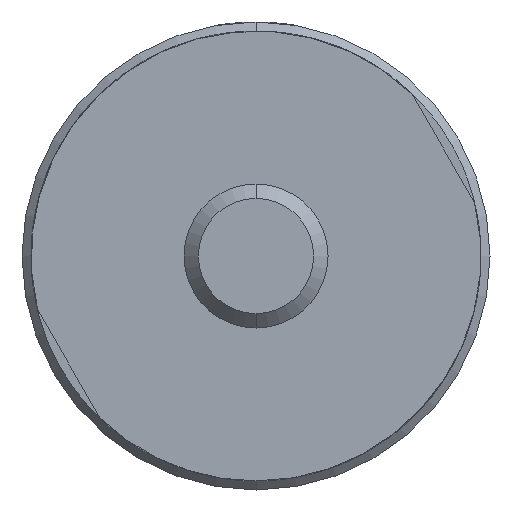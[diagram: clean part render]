
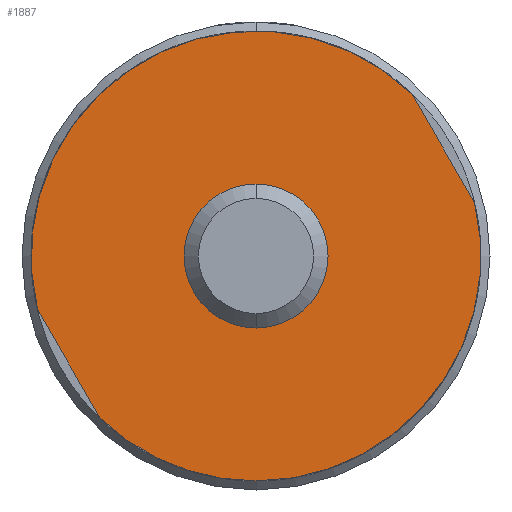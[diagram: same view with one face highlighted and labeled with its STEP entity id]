
A CAD part, front view. The second image highlights one B-rep face of the part: STEP entity #1887.
In plain terms, the highlighted planar face has unit normal (0, -1, 0).
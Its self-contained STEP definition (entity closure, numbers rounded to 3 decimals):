
#131 = CARTESIAN_POINT ( 'NONE',  ( 0., -61.5, 0. ) ) ;
#140 = CIRCLE ( 'NONE', #867, 4. ) ;
#184 = CARTESIAN_POINT ( 'NONE',  ( 0., -61.5, 0. ) ) ;
#216 = DIRECTION ( 'NONE',  ( 0., 0., -1. ) ) ;
#220 = DIRECTION ( 'NONE',  ( 0., -1., 0. ) ) ;
#350 = VERTEX_POINT ( 'NONE', #3944 ) ;
#543 = PLANE ( 'NONE',  #2418 ) ;
#562 = EDGE_CURVE ( 'Defeature ausgef�hrt2_0+Defeature ausgef�hrt2_23+Defeature ausgef�hrt2_23+Defeature ausgef�hrt2_23', #1127, #4371, #140, .T. ) ;
#637 = EDGE_CURVE ( 'Defeature ausgef�hrt2_39+Defeature ausgef�hrt2_23+Defeature ausgef�hrt2_2+Defeature ausgef�hrt2_22', #3746, #882, #2992, .T. ) ;
#650 = EDGE_CURVE ( 'Defeature ausgef�hrt2_0+Defeature ausgef�hrt2_23+Defeature ausgef�hrt2_23+Defeature ausgef�hrt2_23', #4371, #1127, #4358, .T. ) ;
#738 = EDGE_LOOP ( 'NONE', ( #3442, #1428, #2374, #2235, #1599 ) ) ;
#799 = DIRECTION ( 'NONE',  ( 0., 0., -1. ) ) ;
#822 = EDGE_CURVE ( 'Defeature ausgef�hrt2_23+Defeature ausgef�hrt2_2+Defeature ausgef�hrt2_39+Defeature ausgef�hrt2_40', #3746, #2818, #3922, .T. ) ;
#832 = DIRECTION ( 'NONE',  ( 0., 0., -1. ) ) ;
#867 = AXIS2_PLACEMENT_3D ( 'NONE', #2351, #2394, #3773 ) ;
#882 = VERTEX_POINT ( 'NONE', #4283 ) ;
#1029 = CARTESIAN_POINT ( 'NONE',  ( 8.651, -61.5, 9.016 ) ) ;
#1118 = FACE_OUTER_BOUND ( 'NONE', #738, .T. ) ;
#1127 = VERTEX_POINT ( 'NONE', #3467 ) ;
#1244 = CARTESIAN_POINT ( 'NONE',  ( 0., -61.5, -12.495 ) ) ;
#1336 = VECTOR ( 'NONE', #2179, 1000. ) ;
#1386 = LINE ( 'NONE', #3555, #1336 ) ;
#1428 = ORIENTED_EDGE ( 'NONE', *, *, #4107, .T. ) ;
#1599 = ORIENTED_EDGE ( 'NONE', *, *, #822, .T. ) ;
#1669 = CARTESIAN_POINT ( 'NONE',  ( 0., -61.5, -4. ) ) ;
#1753 = AXIS2_PLACEMENT_3D ( 'NONE', #3518, #4216, #4189 ) ;
#1787 = ORIENTED_EDGE ( 'NONE', *, *, #650, .F. ) ;
#1825 = DIRECTION ( 'NONE',  ( 0., -1., 0. ) ) ;
#1887 = ADVANCED_FACE ( 'Defeature ausgef�hrt2_23', ( #1118, #2978 ), #543, .T. ) ;
#1899 = CARTESIAN_POINT ( 'NONE',  ( -12.133, -61.5, -2.984 ) ) ;
#1982 = DIRECTION ( 'NONE',  ( 0., 0., -1. ) ) ;
#2026 = AXIS2_PLACEMENT_3D ( 'NONE', #184, #2630, #216 ) ;
#2070 = CARTESIAN_POINT ( 'NONE',  ( 11.392, -61.5, 4.268 ) ) ;
#2093 = DIRECTION ( 'NONE',  ( 0.5, 0., -0.866 ) ) ;
#2179 = DIRECTION ( 'NONE',  ( -0.5, 0., 0.866 ) ) ;
#2235 = ORIENTED_EDGE ( 'NONE', *, *, #637, .F. ) ;
#2321 = CARTESIAN_POINT ( 'NONE',  ( 4., -61.5, 0. ) ) ;
#2351 = CARTESIAN_POINT ( 'NONE',  ( 0., -61.5, 0. ) ) ;
#2374 = ORIENTED_EDGE ( 'NONE', *, *, #3650, .T. ) ;
#2394 = DIRECTION ( 'NONE',  ( 0., -1., 0. ) ) ;
#2418 = AXIS2_PLACEMENT_3D ( 'NONE', #2321, #220, #1982 ) ;
#2630 = DIRECTION ( 'NONE',  ( 0., -1., 0. ) ) ;
#2655 = VECTOR ( 'NONE', #2093, 1000. ) ;
#2759 = AXIS2_PLACEMENT_3D ( 'NONE', #131, #2937, #832 ) ;
#2818 = VERTEX_POINT ( 'NONE', #1899 ) ;
#2864 = CIRCLE ( 'NONE', #2759, 12.495 ) ;
#2937 = DIRECTION ( 'NONE',  ( 0., -1., 0. ) ) ;
#2978 = FACE_BOUND ( 'NONE', #3183, .T. ) ;
#2992 = LINE ( 'NONE', #2070, #2655 ) ;
#3183 = EDGE_LOOP ( 'NONE', ( #1787, #4404 ) ) ;
#3367 = CIRCLE ( 'NONE', #2026, 12.495 ) ;
#3442 = ORIENTED_EDGE ( 'NONE', *, *, #4532, .F. ) ;
#3467 = CARTESIAN_POINT ( 'NONE',  ( 0., -61.5, 4. ) ) ;
#3518 = CARTESIAN_POINT ( 'NONE',  ( 0., -61.5, 0. ) ) ;
#3555 = CARTESIAN_POINT ( 'NONE',  ( -9.392, -61.5, -7.732 ) ) ;
#3581 = CARTESIAN_POINT ( 'NONE',  ( 0., -61.5, 0. ) ) ;
#3650 = EDGE_CURVE ( 'Defeature ausgef�hrt2_23+Defeature ausgef�hrt2_22+Defeature ausgef�hrt2_40+Defeature ausgef�hrt2_39', #4190, #882, #3367, .T. ) ;
#3746 = VERTEX_POINT ( 'NONE', #1029 ) ;
#3773 = DIRECTION ( 'NONE',  ( 0., 0., -1. ) ) ;
#3922 = CIRCLE ( 'NONE', #4326, 12.495 ) ;
#3944 = CARTESIAN_POINT ( 'NONE',  ( -8.651, -61.5, -9.016 ) ) ;
#4107 = EDGE_CURVE ( 'Defeature ausgef�hrt2_23+Defeature ausgef�hrt2_22+Defeature ausgef�hrt2_40+Defeature ausgef�hrt2_39', #350, #4190, #2864, .T. ) ;
#4189 = DIRECTION ( 'NONE',  ( 0., 0., -1. ) ) ;
#4190 = VERTEX_POINT ( 'NONE', #1244 ) ;
#4216 = DIRECTION ( 'NONE',  ( 0., -1., 0. ) ) ;
#4283 = CARTESIAN_POINT ( 'NONE',  ( 12.133, -61.5, 2.984 ) ) ;
#4326 = AXIS2_PLACEMENT_3D ( 'NONE', #3581, #1825, #799 ) ;
#4358 = CIRCLE ( 'NONE', #1753, 4. ) ;
#4371 = VERTEX_POINT ( 'NONE', #1669 ) ;
#4404 = ORIENTED_EDGE ( 'NONE', *, *, #562, .F. ) ;
#4532 = EDGE_CURVE ( 'Defeature ausgef�hrt2_40+Defeature ausgef�hrt2_23+Defeature ausgef�hrt2_22+Defeature ausgef�hrt2_2', #350, #2818, #1386, .T. ) ;
